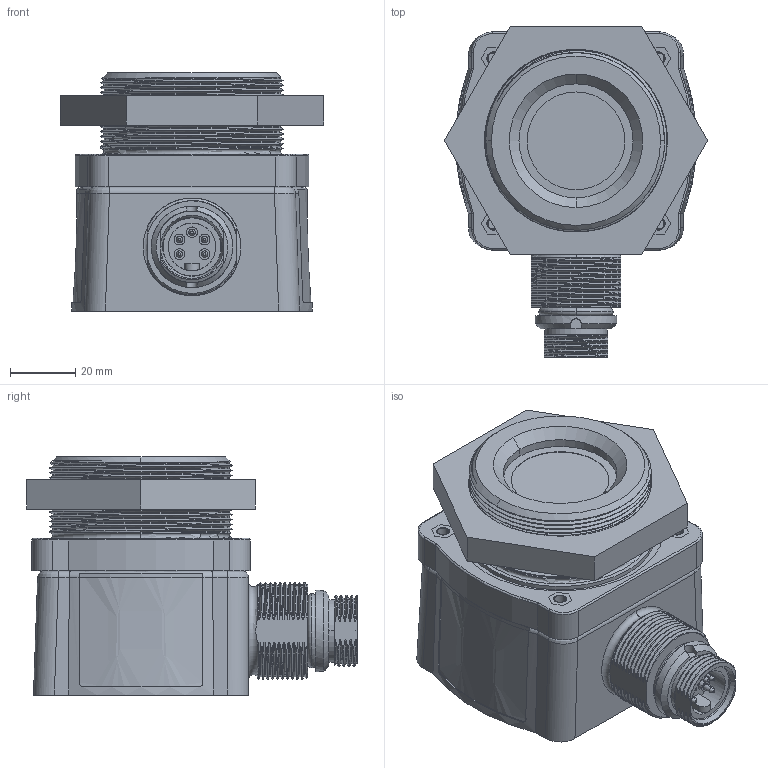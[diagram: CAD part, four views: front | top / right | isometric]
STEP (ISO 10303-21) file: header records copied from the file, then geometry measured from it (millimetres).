
FILE_DESCRIPTION((''),'2;1');
FILE_NAME('159647_ASM','2012-11-05T',('banengservice'),('BANNER ENGINEERING'),'PRO/ENGINEER BY PARAMETRIC TECHNOLOGY CORPORATION, 2009141','PRO/ENGINEER BY PARAMETRIC TECHNOLOGY CORPORATION, 2009141','');
FILE_SCHEMA(('CONFIG_CONTROL_DESIGN'));
Products named in the file (21): 70107; 70143; 70106; 70224; 70105; 108894_NO_BTNS; 62332; 29320; 13411; 35951; 35950; 36024_ASM; 119871; D00018; 119871_ASM; M4X40SHCS; 119873; 70108; 70119; 58889; 159647_ASM
Assembly tree (30 placements, depth 3):
  159647_ASM
    70107
    70143
    70106
    70224  x2
    70105
    108894_NO_BTNS
    36024_ASM
      62332
      29320
      13411
      35951
      35950  x4
    119871_ASM
      119871
      D00018  x4
    M4X40SHCS  x4
    119873
    70108
    70119
    58889
Bounding box: 80.83 x 101.31 x 73.11 mm (x, y, z)
Volume: 167407.8 mm3; surface area: 116816.9 mm2
Topology: 28 solids, 38 shells, 1552 faces, 3946 edges, 2554 vertices
Faces by surface type: plane 624, cylinder 532, bspline 198, cone 112, torus 65, extrusion 21
Entity records: 88687 total; most frequent: CARTESIAN_POINT 55147, ORIENTED_EDGE 7144, DIRECTION 6356, EDGE_CURVE 3614, VERTEX_POINT 2348, AXIS2_PLACEMENT_3D 2265, VECTOR 1826, LINE 1805
